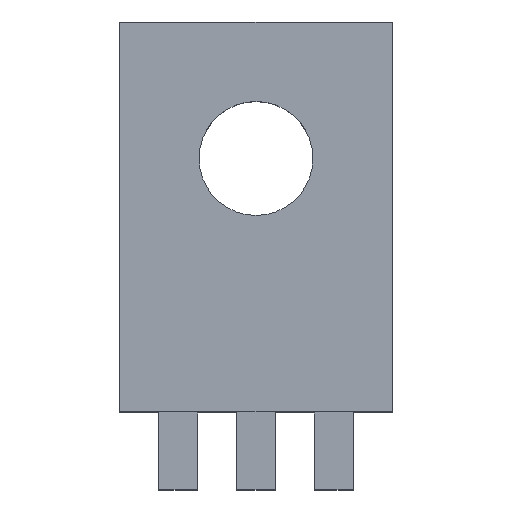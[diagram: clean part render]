
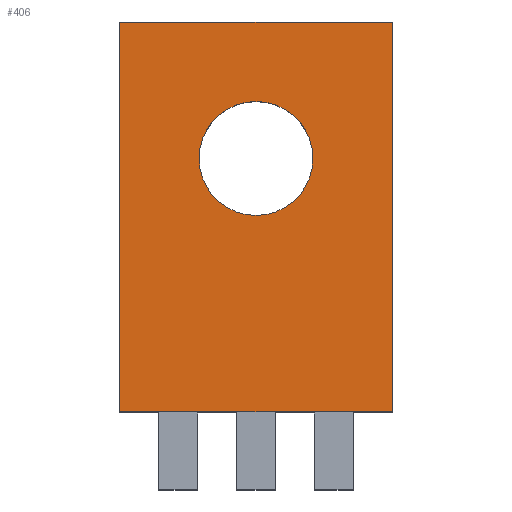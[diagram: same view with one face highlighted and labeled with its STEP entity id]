
A CAD part, top view. The second image highlights one B-rep face of the part: STEP entity #406.
In plain terms, the highlighted planar face has unit normal (0, 0, 1).
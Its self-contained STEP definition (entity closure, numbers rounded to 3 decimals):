
#18=FACE_BOUND('',#73,.T.);
#24=PLANE('',#444);
#46=FACE_OUTER_BOUND('',#72,.T.);
#72=EDGE_LOOP('',(#311,#312,#313,#314));
#73=EDGE_LOOP('',(#315));
#90=LINE('',#569,#139);
#106=LINE('',#601,#155);
#109=LINE('',#607,#158);
#112=LINE('',#612,#161);
#139=VECTOR('',#471,1000.);
#155=VECTOR('',#489,1000.);
#158=VECTOR('',#494,1000.);
#161=VECTOR('',#499,1000.);
#187=CIRCLE('',#437,1.461);
#189=VERTEX_POINT('',#561);
#191=VERTEX_POINT('',#567);
#192=VERTEX_POINT('',#568);
#207=VERTEX_POINT('',#600);
#209=VERTEX_POINT('',#606);
#223=EDGE_CURVE('',#189,#189,#187,.T.);
#226=EDGE_CURVE('',#191,#192,#90,.T.);
#242=EDGE_CURVE('',#207,#191,#106,.T.);
#245=EDGE_CURVE('',#192,#209,#109,.T.);
#248=EDGE_CURVE('',#209,#207,#112,.T.);
#311=ORIENTED_EDGE('',*,*,#242,.F.);
#312=ORIENTED_EDGE('',*,*,#248,.F.);
#313=ORIENTED_EDGE('',*,*,#245,.F.);
#314=ORIENTED_EDGE('',*,*,#226,.F.);
#315=ORIENTED_EDGE('',*,*,#223,.T.);
#406=ADVANCED_FACE('',(#46,#18),#24,.F.);
#437=AXIS2_PLACEMENT_3D('',#562,#464,#465);
#444=AXIS2_PLACEMENT_3D('',#615,#503,#504);
#464=DIRECTION('center_axis',(0.,0.,-1.));
#465=DIRECTION('ref_axis',(0.,-1.,0.));
#471=DIRECTION('',(-1.,0.,0.));
#489=DIRECTION('',(0.,-1.,0.));
#494=DIRECTION('',(0.,1.,0.));
#499=DIRECTION('',(1.,0.,0.));
#503=DIRECTION('center_axis',(0.,0.,-1.));
#504=DIRECTION('ref_axis',(0.,-1.,0.));
#561=CARTESIAN_POINT('',(0.,7.211,1.95));
#562=CARTESIAN_POINT('Origin',(0.,5.75,1.95));
#567=CARTESIAN_POINT('',(3.5,-0.75,1.95));
#568=CARTESIAN_POINT('',(-3.5,-0.75,1.95));
#569=CARTESIAN_POINT('',(3.5,-0.75,1.95));
#600=CARTESIAN_POINT('',(3.5,9.25,1.95));
#601=CARTESIAN_POINT('',(3.5,9.25,1.95));
#606=CARTESIAN_POINT('',(-3.5,9.25,1.95));
#607=CARTESIAN_POINT('',(-3.5,9.25,1.95));
#612=CARTESIAN_POINT('',(3.5,9.25,1.95));
#615=CARTESIAN_POINT('Origin',(3.5,9.25,1.95));
